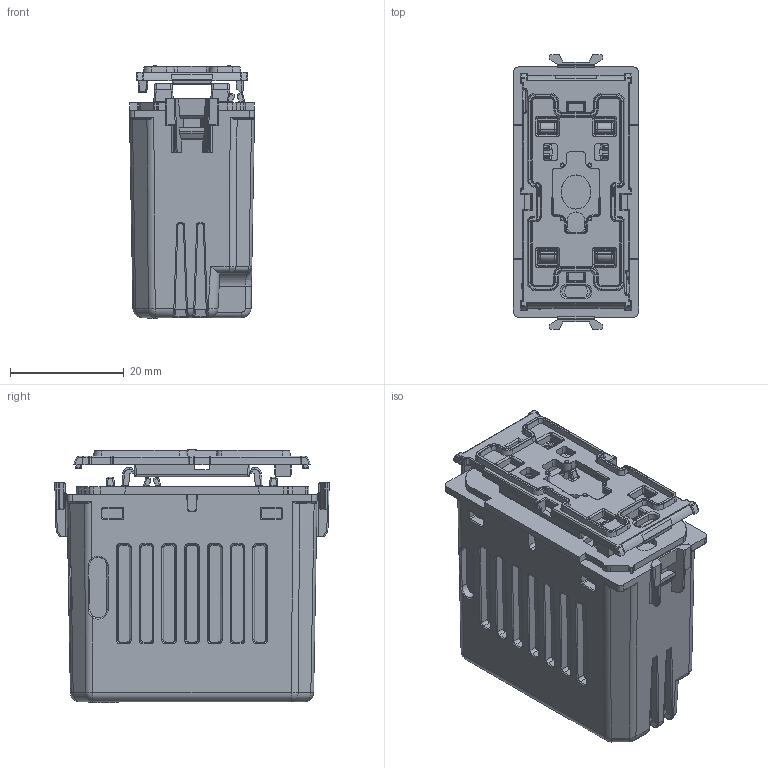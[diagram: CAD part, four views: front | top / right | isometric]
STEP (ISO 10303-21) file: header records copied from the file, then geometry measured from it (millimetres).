
FILE_DESCRIPTION(('CATIA V5 STEP Exchange','CAx-IF Rec.Pracs.--- Model Styling and Organization---1.4--- 2014-01-23'),'2;1');
FILE_NAME('GWA1201.stp','2024-02-13T13:48:02+00:00',('none'),('none'),'CATIA Version 5-6 Release 2019 SP6','CATIA V5 STEP AP214 v1','none');
FILE_SCHEMA(('AUTOMOTIVE_DESIGN { 1 0 10303 214 1 1 1 1 }'));
Products named in the file (1): GWA1201
Bounding box: 22 x 48.25 x 44.55 mm (x, y, z)
Volume: 32013.5 mm3; surface area: 11090.6 mm2
Topology: 2 solids, 4 shells, 2569 faces, 6622 edges, 4014 vertices
Faces by surface type: plane 1233, cylinder 797, bspline 313, sphere 83, cone 74, torus 69
Entity records: 97450 total; most frequent: CARTESIAN_POINT 40385, ORIENTED_EDGE 13048, DIRECTION 8060, EDGE_CURVE 6524, VERTEX_POINT 4014, VECTOR 3541, LINE 3541, EDGE_LOOP 2664
